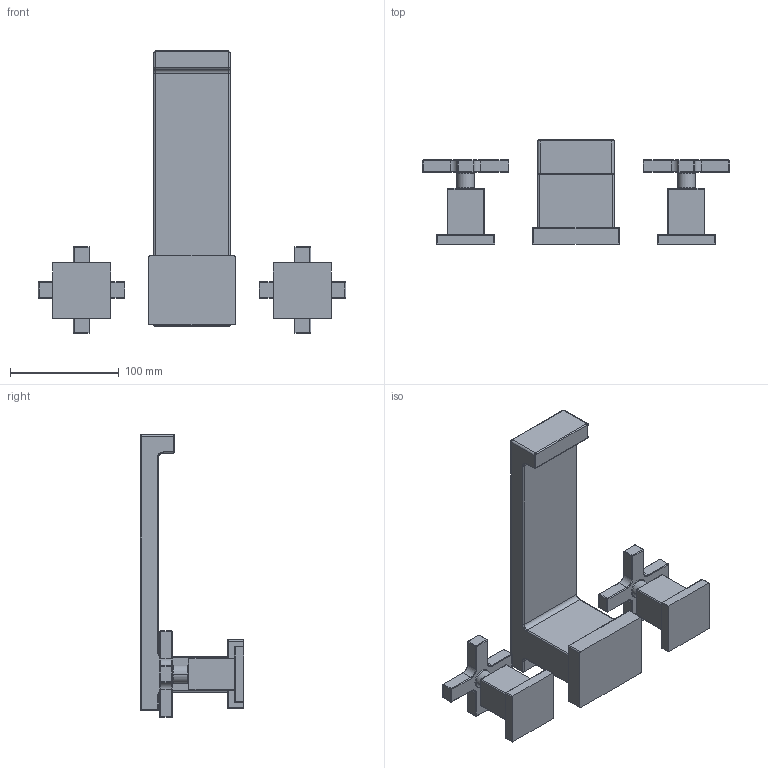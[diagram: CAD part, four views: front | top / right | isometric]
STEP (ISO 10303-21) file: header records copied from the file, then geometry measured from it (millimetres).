
FILE_DESCRIPTION((''),'2;1');
FILE_NAME('3-2996','2021-03-15T13:53:02',('jinson.thomas'),(''),'CREO PARAMETRIC BY PTC INC, 2018400','CREO PARAMETRIC BY PTC INC, 2018400','');
FILE_SCHEMA(('CONFIG_CONTROL_DESIGN'));
Length unit declared in the file: inch
Products named in the file (1): 3-2996
Bounding box: 282.96 x 95.5 x 260.38 mm (x, y, z)
Volume: 735972.5 mm3; surface area: 112451 mm2
Topology: 3 solids, 3 shells, 303 faces, 634 edges, 346 vertices
Faces by surface type: cylinder 146, plane 69, sphere 58, torus 28, bspline 2
Entity records: 7972 total; most frequent: DIRECTION 1562, CARTESIAN_POINT 1313, ORIENTED_EDGE 1268, EDGE_CURVE 634, AXIS2_PLACEMENT_3D 627, VERTEX_POINT 346, CIRCLE 326, EDGE_LOOP 312
